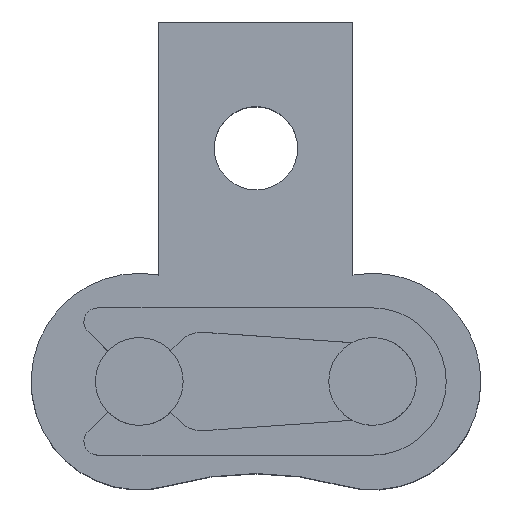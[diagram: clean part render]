
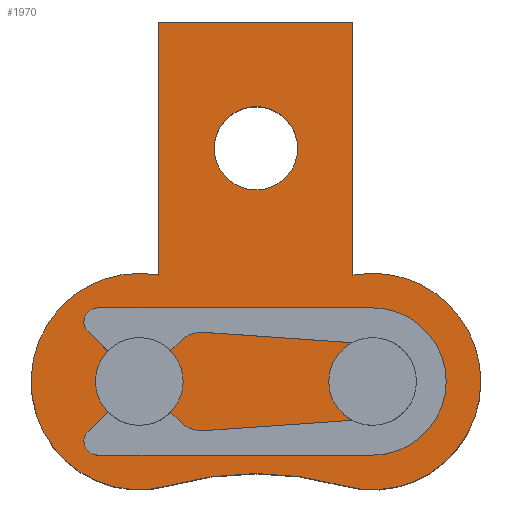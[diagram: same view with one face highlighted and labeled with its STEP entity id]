
A CAD part, top view. The second image highlights one B-rep face of the part: STEP entity #1970.
In plain terms, the highlighted planar face has unit normal (0, 0, 1).
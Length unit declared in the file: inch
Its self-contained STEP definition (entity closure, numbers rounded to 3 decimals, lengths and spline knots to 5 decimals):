
#209 = CARTESIAN_POINT ( 'NONE',  ( 0.23502, -0.16739, 0.19575 ) ) ;
#214 = CARTESIAN_POINT ( 'NONE',  ( 0.308, 0.375, 0.19575 ) ) ;
#280 = VERTEX_POINT ( 'NONE', #214 ) ;
#283 = VERTEX_POINT ( 'NONE', #209 ) ;
#285 = VERTEX_POINT ( 'NONE', #379 ) ;
#286 = VERTEX_POINT ( 'NONE', #405 ) ;
#291 = VERTEX_POINT ( 'NONE', #391 ) ;
#292 = VERTEX_POINT ( 'NONE', #383 ) ;
#297 = VERTEX_POINT ( 'NONE', #373 ) ;
#299 = VERTEX_POINT ( 'NONE', #384 ) ;
#317 = VERTEX_POINT ( 'NONE', #1037 ) ;
#318 = VERTEX_POINT ( 'NONE', #1036 ) ;
#325 = VERTEX_POINT ( 'NONE', #1023 ) ;
#326 = VERTEX_POINT ( 'NONE', #1022 ) ;
#340 = VERTEX_POINT ( 'NONE', #1002 ) ;
#373 = CARTESIAN_POINT ( 'NONE',  ( 0.531, 0.17112, 0.19575 ) ) ;
#379 = CARTESIAN_POINT ( 'NONE',  ( 0.531, 0.578, 0.19575 ) ) ;
#383 = CARTESIAN_POINT ( 'NONE',  ( 0.7365, 0., 0.19575 ) ) ;
#384 = CARTESIAN_POINT ( 'NONE',  ( 0.219, 0.17112, 0.19575 ) ) ;
#391 = CARTESIAN_POINT ( 'NONE',  ( 0.51498, -0.16739, 0.19575 ) ) ;
#405 = CARTESIAN_POINT ( 'NONE',  ( 0.219, 0.578, 0.19575 ) ) ;
#411 = LINE ( 'NONE', #1551, #450 ) ;
#436 = CIRCLE ( 'NONE', #1198, 0.05992 ) ;
#446 = VECTOR ( 'NONE', #1546, 39.37008 ) ;
#447 = LINE ( 'NONE', #1547, #446 ) ;
#450 = VECTOR ( 'NONE', #1550, 39.37008 ) ;
#451 = CIRCLE ( 'NONE', #1202, 0.174 ) ;
#546 = CIRCLE ( 'NONE', #1154, 0.05993 ) ;
#554 = CIRCLE ( 'NONE', #1161, 0.174 ) ;
#558 = CIRCLE ( 'NONE', #1162, 0.05992 ) ;
#565 = CIRCLE ( 'NONE', #1167, 0.51254 ) ;
#579 = VECTOR ( 'NONE', #1585, 39.37008 ) ;
#583 = CIRCLE ( 'NONE', #1170, 0.067 ) ;
#599 = LINE ( 'NONE', #1588, #579 ) ;
#744 = ORIENTED_EDGE ( 'NONE', *, *, #1853, .T. ) ;
#745 = ORIENTED_EDGE ( 'NONE', *, *, #1096, .T. ) ;
#746 = ORIENTED_EDGE ( 'NONE', *, *, #1116, .F. ) ;
#747 = ORIENTED_EDGE ( 'NONE', *, *, #1863, .F. ) ;
#748 = ORIENTED_EDGE ( 'NONE', *, *, #1861, .F. ) ;
#749 = ORIENTED_EDGE ( 'NONE', *, *, #1860, .T. ) ;
#750 = ORIENTED_EDGE ( 'NONE', *, *, #1104, .T. ) ;
#751 = ORIENTED_EDGE ( 'NONE', *, *, #1910, .F. ) ;
#753 = ORIENTED_EDGE ( 'NONE', *, *, #1099, .F. ) ;
#755 = ORIENTED_EDGE ( 'NONE', *, *, #2004, .F. ) ;
#756 = ORIENTED_EDGE ( 'NONE', *, *, #1090, .F. ) ;
#757 = ORIENTED_EDGE ( 'NONE', *, *, #1114, .T. ) ;
#758 = ORIENTED_EDGE ( 'NONE', *, *, #1438, .T. ) ;
#793 = DIRECTION ( 'NONE',  ( 1., 0., 0. ) ) ;
#794 = DIRECTION ( 'NONE',  ( 0., 0., 1. ) ) ;
#803 = CARTESIAN_POINT ( 'NONE',  ( 0.5625, 0., 0.19575 ) ) ;
#805 = DIRECTION ( 'NONE',  ( 1., 0., 0. ) ) ;
#806 = DIRECTION ( 'NONE',  ( 0., 0., 1. ) ) ;
#808 = CARTESIAN_POINT ( 'NONE',  ( 0.5625, 0., 0.19575 ) ) ;
#826 = DIRECTION ( 'NONE',  ( 1., 0., 0. ) ) ;
#827 = DIRECTION ( 'NONE',  ( 0., 0., 1. ) ) ;
#829 = CARTESIAN_POINT ( 'NONE',  ( 0.1875, 0., 0.19575 ) ) ;
#1002 = CARTESIAN_POINT ( 'NONE',  ( 0.442, 0.375, 0.19575 ) ) ;
#1022 = CARTESIAN_POINT ( 'NONE',  ( 0.62243, 0., 0.19575 ) ) ;
#1023 = CARTESIAN_POINT ( 'NONE',  ( 0.50258, 0., 0.19575 ) ) ;
#1036 = CARTESIAN_POINT ( 'NONE',  ( 0.24743, 0., 0.19575 ) ) ;
#1037 = CARTESIAN_POINT ( 'NONE',  ( 0.12757, 0., 0.19575 ) ) ;
#1090 = EDGE_CURVE ( 'NONE', #318, #317, #546, .T. ) ;
#1096 = EDGE_CURVE ( 'NONE', #292, #297, #554, .T. ) ;
#1099 = EDGE_CURVE ( 'NONE', #326, #325, #558, .T. ) ;
#1104 = EDGE_CURVE ( 'NONE', #283, #291, #565, .T. ) ;
#1114 = EDGE_CURVE ( 'NONE', #280, #340, #583, .T. ) ;
#1116 = EDGE_CURVE ( 'NONE', #285, #297, #599, .T. ) ;
#1154 = AXIS2_PLACEMENT_3D ( 'NONE', #829, #827, #826 ) ;
#1161 = AXIS2_PLACEMENT_3D ( 'NONE', #808, #806, #805 ) ;
#1162 = AXIS2_PLACEMENT_3D ( 'NONE', #803, #794, #793 ) ;
#1167 = AXIS2_PLACEMENT_3D ( 'NONE', #1712, #1689, #1683 ) ;
#1170 = AXIS2_PLACEMENT_3D ( 'NONE', #1611, #1604, #1602 ) ;
#1187 = AXIS2_PLACEMENT_3D ( 'NONE', #1672, #1662, #1661 ) ;
#1197 = AXIS2_PLACEMENT_3D ( 'NONE', #1587, #1580, #1579 ) ;
#1198 = AXIS2_PLACEMENT_3D ( 'NONE', #1530, #1528, #1527 ) ;
#1202 = AXIS2_PLACEMENT_3D ( 'NONE', #1563, #1555, #1553 ) ;
#1208 = AXIS2_PLACEMENT_3D ( 'NONE', #1812, #1809, #1808 ) ;
#1225 = AXIS2_PLACEMENT_3D ( 'NONE', #1472, #1471, #1470 ) ;
#1311 = EDGE_LOOP ( 'NONE', ( #744, #745, #746, #747, #748, #749, #750 ) ) ;
#1321 = EDGE_LOOP ( 'NONE', ( #751, #753 ) ) ;
#1368 = EDGE_LOOP ( 'NONE', ( #757, #758 ) ) ;
#1387 = EDGE_LOOP ( 'NONE', ( #755, #756 ) ) ;
#1405 = CIRCLE ( 'NONE', #1208, 0.05993 ) ;
#1438 = EDGE_CURVE ( 'NONE', #340, #280, #1882, .T. ) ;
#1470 = DIRECTION ( 'NONE',  ( -1., 0., 0. ) ) ;
#1471 = DIRECTION ( 'NONE',  ( 0., 0., 1. ) ) ;
#1472 = CARTESIAN_POINT ( 'NONE',  ( 0.46875, -0.33022, 0.19575 ) ) ;
#1475 = PLANE ( 'NONE',  #1225 ) ;
#1527 = DIRECTION ( 'NONE',  ( 1., 0., 0. ) ) ;
#1528 = DIRECTION ( 'NONE',  ( 0., 0., 1. ) ) ;
#1530 = CARTESIAN_POINT ( 'NONE',  ( 0.5625, 0., 0.19575 ) ) ;
#1546 = DIRECTION ( 'NONE',  ( 1., 0., 0. ) ) ;
#1547 = CARTESIAN_POINT ( 'NONE',  ( 0.219, 0.578, 0.19575 ) ) ;
#1550 = DIRECTION ( 'NONE',  ( 0., 1., 0. ) ) ;
#1551 = CARTESIAN_POINT ( 'NONE',  ( 0.219, 0.1479, 0.19575 ) ) ;
#1553 = DIRECTION ( 'NONE',  ( 1., 0., 0. ) ) ;
#1555 = DIRECTION ( 'NONE',  ( 0., 0., 1. ) ) ;
#1563 = CARTESIAN_POINT ( 'NONE',  ( 0.1875, 0., 0.19575 ) ) ;
#1579 = DIRECTION ( 'NONE',  ( 1., 0., 0. ) ) ;
#1580 = DIRECTION ( 'NONE',  ( 0., 0., 1. ) ) ;
#1585 = DIRECTION ( 'NONE',  ( 0., -1., 0. ) ) ;
#1587 = CARTESIAN_POINT ( 'NONE',  ( 0.5625, 0., 0.19575 ) ) ;
#1588 = CARTESIAN_POINT ( 'NONE',  ( 0.531, 0.578, 0.19575 ) ) ;
#1602 = DIRECTION ( 'NONE',  ( 1., 0., 0. ) ) ;
#1604 = DIRECTION ( 'NONE',  ( 0., 0., -1. ) ) ;
#1611 = CARTESIAN_POINT ( 'NONE',  ( 0.375, 0.375, 0.19575 ) ) ;
#1661 = DIRECTION ( 'NONE',  ( 1., 0., 0. ) ) ;
#1662 = DIRECTION ( 'NONE',  ( 0., 0., -1. ) ) ;
#1672 = CARTESIAN_POINT ( 'NONE',  ( 0.375, 0.375, 0.19575 ) ) ;
#1683 = DIRECTION ( 'NONE',  ( -1., 0., 0. ) ) ;
#1689 = DIRECTION ( 'NONE',  ( 0., 0., -1. ) ) ;
#1712 = CARTESIAN_POINT ( 'NONE',  ( 0.375, -0.66044, 0.19575 ) ) ;
#1808 = DIRECTION ( 'NONE',  ( 1., 0., 0. ) ) ;
#1809 = DIRECTION ( 'NONE',  ( 0., 0., 1. ) ) ;
#1812 = CARTESIAN_POINT ( 'NONE',  ( 0.1875, 0., 0.19575 ) ) ;
#1853 = EDGE_CURVE ( 'NONE', #291, #292, #1870, .T. ) ;
#1860 = EDGE_CURVE ( 'NONE', #299, #283, #451, .T. ) ;
#1861 = EDGE_CURVE ( 'NONE', #299, #286, #411, .T. ) ;
#1863 = EDGE_CURVE ( 'NONE', #286, #285, #447, .T. ) ;
#1870 = CIRCLE ( 'NONE', #1197, 0.174 ) ;
#1882 = CIRCLE ( 'NONE', #1187, 0.067 ) ;
#1910 = EDGE_CURVE ( 'NONE', #325, #326, #436, .T. ) ;
#1923 = FACE_BOUND ( 'NONE', #1321, .T. ) ;
#1926 = FACE_OUTER_BOUND ( 'NONE', #1311, .T. ) ;
#1947 = FACE_BOUND ( 'NONE', #1368, .T. ) ;
#1952 = FACE_BOUND ( 'NONE', #1387, .T. ) ;
#1970 = ADVANCED_FACE ( 'NONE', ( #1926, #1923, #1952, #1947 ), #1475, .T. ) ;
#2004 = EDGE_CURVE ( 'NONE', #317, #318, #1405, .T. ) ;
